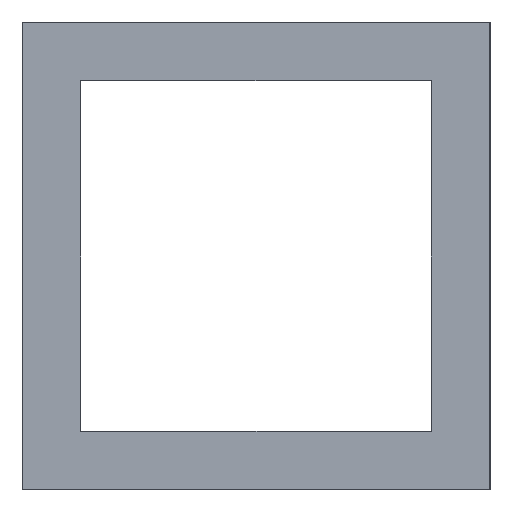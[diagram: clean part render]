
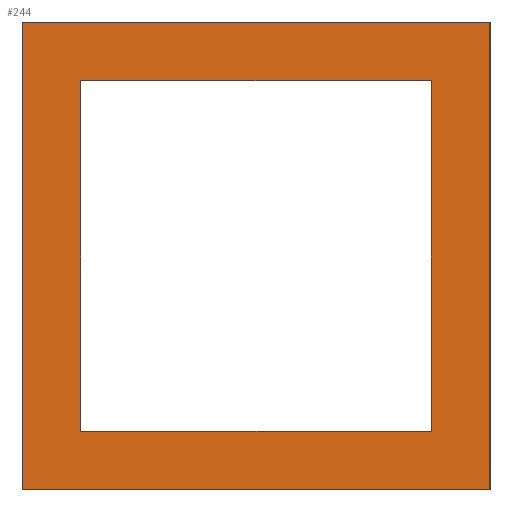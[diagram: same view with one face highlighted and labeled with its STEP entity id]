
A CAD part, left-side view. The second image highlights one B-rep face of the part: STEP entity #244.
In plain terms, the highlighted planar face has unit normal (-1, 0, 0).
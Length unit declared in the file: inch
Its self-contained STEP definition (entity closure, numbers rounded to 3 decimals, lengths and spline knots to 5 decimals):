
#2 = LINE ( 'NONE', #344, #23 ) ;
#10 = VERTEX_POINT ( 'NONE', #278 ) ;
#23 = VECTOR ( 'NONE', #41, 39.37008 ) ;
#27 = VERTEX_POINT ( 'NONE', #32 ) ;
#32 = CARTESIAN_POINT ( 'NONE',  ( -3.36381, 2.25, -12. ) ) ;
#37 = CARTESIAN_POINT ( 'NONE',  ( -3.36381, 1.25, -13. ) ) ;
#41 = DIRECTION ( 'NONE',  ( 0., -1., 0. ) ) ;
#46 = VERTEX_POINT ( 'NONE', #176 ) ;
#47 = CARTESIAN_POINT ( 'NONE',  ( -3.36381, 2.125, -12.875 ) ) ;
#52 = LINE ( 'NONE', #569, #532 ) ;
#53 = DIRECTION ( 'NONE',  ( 0., 0., 1. ) ) ;
#68 = VECTOR ( 'NONE', #143, 39.37008 ) ;
#82 = FACE_OUTER_BOUND ( 'NONE', #105, .T. ) ;
#86 = DIRECTION ( 'NONE',  ( 0., 0., -1. ) ) ;
#96 = ORIENTED_EDGE ( 'NONE', *, *, #576, .T. ) ;
#105 = EDGE_LOOP ( 'NONE', ( #392, #286, #194, #96 ) ) ;
#130 = PLANE ( 'NONE',  #408 ) ;
#137 = EDGE_CURVE ( 'NONE', #10, #574, #389, .T. ) ;
#141 = CARTESIAN_POINT ( 'NONE',  ( -3.36381, 1.25, -12. ) ) ;
#143 = DIRECTION ( 'NONE',  ( 0., -1., 0. ) ) ;
#164 = EDGE_CURVE ( 'NONE', #642, #574, #243, .T. ) ;
#176 = CARTESIAN_POINT ( 'NONE',  ( -3.36381, 2.125, -12.125 ) ) ;
#194 = ORIENTED_EDGE ( 'NONE', *, *, #214, .T. ) ;
#198 = VERTEX_POINT ( 'NONE', #37 ) ;
#204 = EDGE_CURVE ( 'NONE', #281, #198, #393, .T. ) ;
#214 = EDGE_CURVE ( 'NONE', #27, #418, #661, .T. ) ;
#243 = LINE ( 'NONE', #658, #68 ) ;
#244 = ADVANCED_FACE ( 'NONE', ( #82, #450 ), #130, .F. ) ;
#253 = EDGE_CURVE ( 'NONE', #27, #281, #2, .T. ) ;
#278 = CARTESIAN_POINT ( 'NONE',  ( -3.36381, 1.375, -12.125 ) ) ;
#280 = CARTESIAN_POINT ( 'NONE',  ( -3.36381, 1.375, -12.875 ) ) ;
#281 = VERTEX_POINT ( 'NONE', #141 ) ;
#286 = ORIENTED_EDGE ( 'NONE', *, *, #253, .F. ) ;
#295 = DIRECTION ( 'NONE',  ( 0., 0., -1. ) ) ;
#298 = EDGE_CURVE ( 'NONE', #46, #642, #423, .T. ) ;
#302 = CARTESIAN_POINT ( 'NONE',  ( -3.36381, 2.25, -12. ) ) ;
#314 = VECTOR ( 'NONE', #86, 39.37008 ) ;
#332 = ORIENTED_EDGE ( 'NONE', *, *, #298, .F. ) ;
#344 = CARTESIAN_POINT ( 'NONE',  ( -3.36381, 2.25, -12. ) ) ;
#353 = ORIENTED_EDGE ( 'NONE', *, *, #137, .T. ) ;
#357 = DIRECTION ( 'NONE',  ( 0., -1., 0. ) ) ;
#389 = LINE ( 'NONE', #599, #435 ) ;
#390 = CARTESIAN_POINT ( 'NONE',  ( -3.36381, 2.25, -13. ) ) ;
#392 = ORIENTED_EDGE ( 'NONE', *, *, #204, .F. ) ;
#393 = LINE ( 'NONE', #504, #314 ) ;
#404 = ORIENTED_EDGE ( 'NONE', *, *, #624, .T. ) ;
#408 = AXIS2_PLACEMENT_3D ( 'NONE', #611, #453, #53 ) ;
#417 = DIRECTION ( 'NONE',  ( 0., 0., -1. ) ) ;
#418 = VERTEX_POINT ( 'NONE', #421 ) ;
#421 = CARTESIAN_POINT ( 'NONE',  ( -3.36381, 2.25, -13. ) ) ;
#423 = LINE ( 'NONE', #478, #567 ) ;
#435 = VECTOR ( 'NONE', #506, 39.37008 ) ;
#450 = FACE_BOUND ( 'NONE', #664, .T. ) ;
#453 = DIRECTION ( 'NONE',  ( 1., 0., 0. ) ) ;
#478 = CARTESIAN_POINT ( 'NONE',  ( -3.36381, 2.125, 0. ) ) ;
#485 = DIRECTION ( 'NONE',  ( 0., -1., 0. ) ) ;
#504 = CARTESIAN_POINT ( 'NONE',  ( -3.36381, 1.25, -12. ) ) ;
#506 = DIRECTION ( 'NONE',  ( 0., 0., -1. ) ) ;
#532 = VECTOR ( 'NONE', #357, 39.37008 ) ;
#540 = ORIENTED_EDGE ( 'NONE', *, *, #164, .F. ) ;
#542 = VECTOR ( 'NONE', #295, 39.37008 ) ;
#567 = VECTOR ( 'NONE', #417, 39.37008 ) ;
#568 = VECTOR ( 'NONE', #485, 39.37008 ) ;
#569 = CARTESIAN_POINT ( 'NONE',  ( -3.36381, 2.25, -12.125 ) ) ;
#574 = VERTEX_POINT ( 'NONE', #280 ) ;
#576 = EDGE_CURVE ( 'NONE', #418, #198, #590, .T. ) ;
#590 = LINE ( 'NONE', #390, #568 ) ;
#599 = CARTESIAN_POINT ( 'NONE',  ( -3.36381, 1.375, 0. ) ) ;
#611 = CARTESIAN_POINT ( 'NONE',  ( -3.36381, 2.25, -12. ) ) ;
#624 = EDGE_CURVE ( 'NONE', #46, #10, #52, .T. ) ;
#642 = VERTEX_POINT ( 'NONE', #47 ) ;
#658 = CARTESIAN_POINT ( 'NONE',  ( -3.36381, 2.25, -12.875 ) ) ;
#661 = LINE ( 'NONE', #302, #542 ) ;
#664 = EDGE_LOOP ( 'NONE', ( #353, #540, #332, #404 ) ) ;
